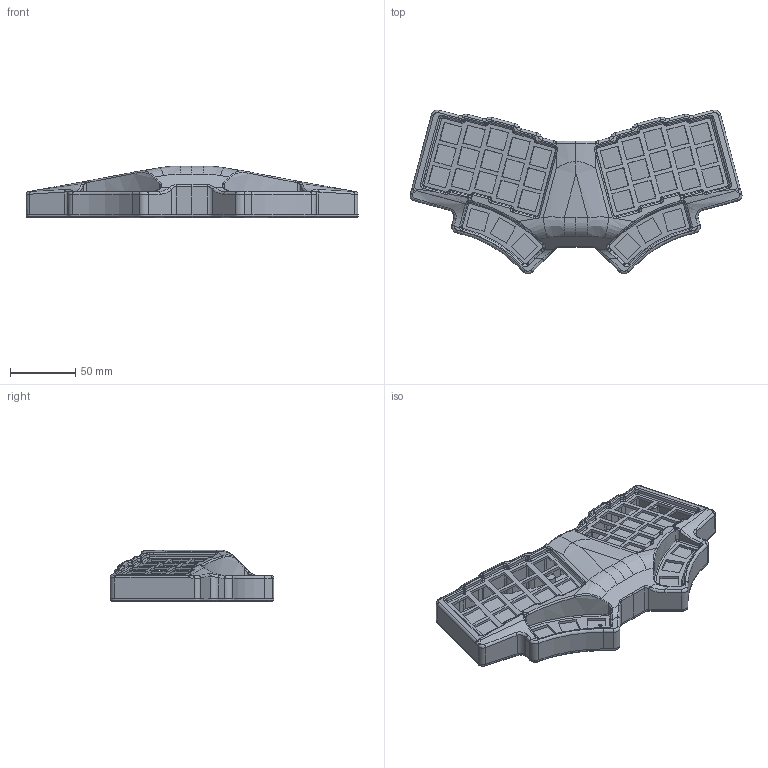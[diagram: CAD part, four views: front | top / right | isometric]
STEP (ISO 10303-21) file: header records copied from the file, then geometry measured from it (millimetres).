
FILE_DESCRIPTION(/* description */ (''),/* implementation_level */ '2;1');
FILE_NAME(/* name */ 'WeirdFlexButOk-case.step',/* time_stamp */ '2024-06-05T14:12:40+02:00',/* author */ (''),/* organization */ (''),/* preprocessor_version */ 'ST-DEVELOPER v20',/* originating_system */ 'Autodesk Translation Framework v13.14.0.145',/* authorisation */ '');
FILE_SCHEMA (('AUTOMOTIVE_DESIGN { 1 0 10303 214 3 1 1 }'));
Length unit declared in the file: millimetre
Products named in the file (1): WeirdFlexButOk
Bounding box: 253.62 x 125.28 x 39.5 mm (x, y, z)
Volume: 153074.6 mm3; surface area: 110209.4 mm2
Topology: 2 solids, 2 shells, 887 faces, 2265 edges, 1386 vertices
Faces by surface type: plane 316, cylinder 303, bspline 142, torus 64, cone 46, sphere 16
Full cylindrical faces by diameter (mm): 2.5 x22
Entity records: 31139 total; most frequent: CARTESIAN_POINT 9566, ORIENTED_EDGE 4528, DIRECTION 4497, EDGE_CURVE 2264, AXIS2_PLACEMENT_3D 1649, VERTEX_POINT 1386, LINE 1199, VECTOR 1199
